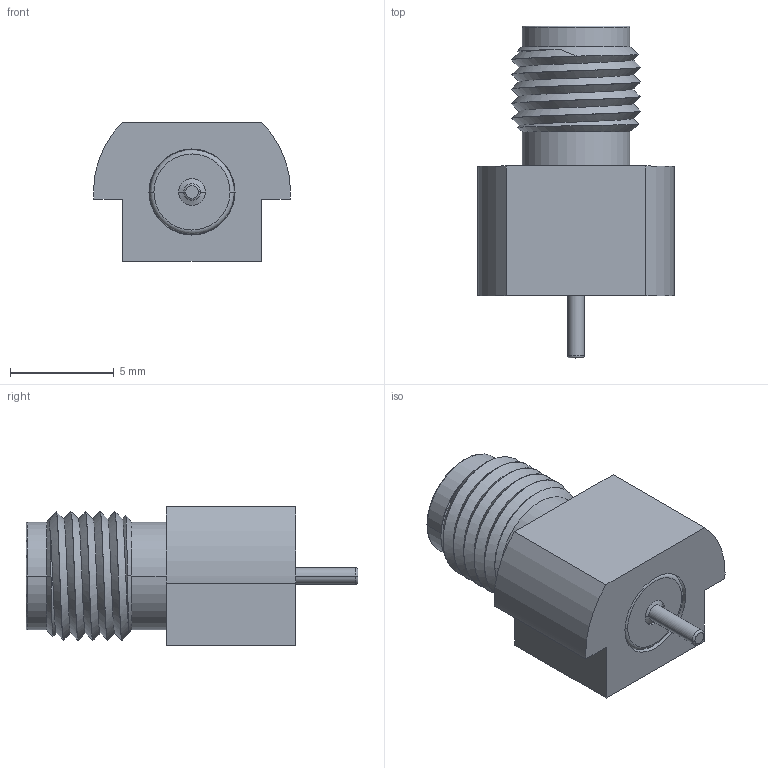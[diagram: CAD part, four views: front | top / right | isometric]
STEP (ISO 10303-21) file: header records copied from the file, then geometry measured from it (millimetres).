
FILE_DESCRIPTION(('FreeCAD Model'),'2;1');
FILE_NAME('SMA_349B_H18_ASM_cp003_cp.step', '2019-01-23T23:51:34',('kicad StepUp'),('ksu MCAD'), 'Open CASCADE STEP processor 7.2','FreeCAD','Unknown');
FILE_SCHEMA(('AUTOMOTIVE_DESIGN { 1 0 10303 214 1 1 1 1 }'));
Length unit declared in the file: millimetre
Products named in the file (1): SMA_349B_H18_ASM_cp003_cp
Bounding box: 9.5 x 16 x 6.7 mm (x, y, z)
Volume: 451.8 mm3; surface area: 857.4 mm2
Topology: 3 solids, 3 shells, 81 faces, 206 edges, 134 vertices
Faces by surface type: cylinder 28, plane 23, cone 16, torus 10, bspline 4
Entity records: 4530 total; most frequent: CARTESIAN_POINT 1985, DIRECTION 416, ORIENTED_EDGE 412, EDGE_CURVE 206, AXIS2_PLACEMENT_3D 172, VERTEX_POINT 134, CIRCLE 94, FACE_BOUND 88
